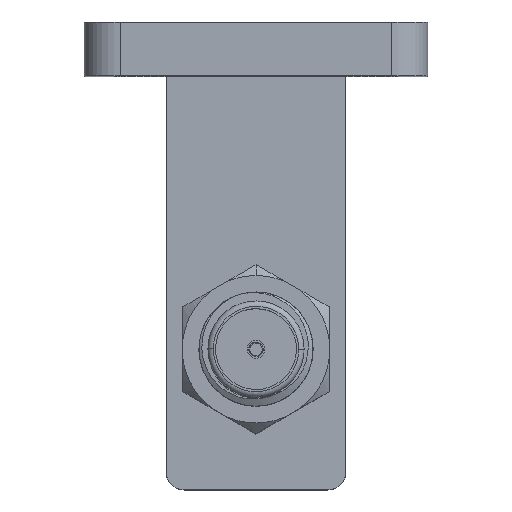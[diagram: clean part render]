
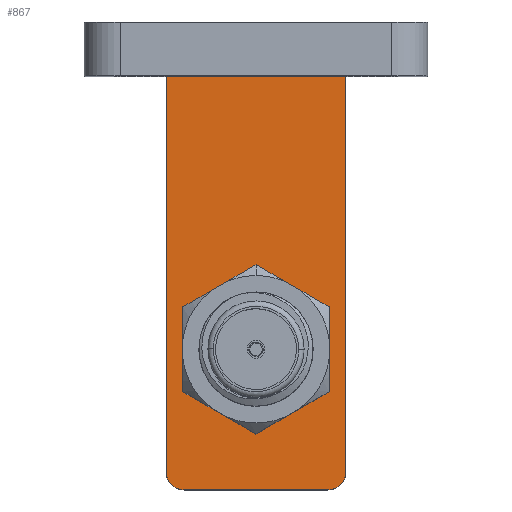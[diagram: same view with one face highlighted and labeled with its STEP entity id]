
A CAD part, top view. The second image highlights one B-rep face of the part: STEP entity #867.
In plain terms, the highlighted planar face has unit normal (0, 0, 1).
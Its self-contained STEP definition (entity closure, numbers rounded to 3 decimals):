
#7 = DIRECTION ( 'NONE',  ( -1., 0., 0. ) ) ;
#118 = ORIENTED_EDGE ( 'NONE', *, *, #2536, .F. ) ;
#147 = CARTESIAN_POINT ( 'NONE',  ( -5., -23., 3.5 ) ) ;
#181 = ORIENTED_EDGE ( 'NONE', *, *, #7323, .T. ) ;
#185 = VECTOR ( 'NONE', #4212, 1000. ) ;
#216 = DIRECTION ( 'NONE',  ( -1., 0., 0. ) ) ;
#233 = VERTEX_POINT ( 'NONE', #3668 ) ;
#298 = DIRECTION ( 'NONE',  ( 1., 0., 0. ) ) ;
#408 = EDGE_CURVE ( 'NONE', #3355, #233, #6406, .T. ) ;
#849 = DIRECTION ( 'NONE',  ( 0., 0., 1. ) ) ;
#867 = ADVANCED_FACE ( 'NONE', ( #4952, #4994 ), #2113, .F. ) ;
#886 = CARTESIAN_POINT ( 'NONE',  ( 4., -23., 3.5 ) ) ;
#888 = LINE ( 'NONE', #7113, #7261 ) ;
#932 = CIRCLE ( 'NONE', #5111, 1. ) ;
#956 = AXIS2_PLACEMENT_3D ( 'NONE', #4608, #6905, #2969 ) ;
#1193 = VERTEX_POINT ( 'NONE', #5360 ) ;
#1233 = ORIENTED_EDGE ( 'NONE', *, *, #1339, .T. ) ;
#1339 = EDGE_CURVE ( 'NONE', #4350, #4083, #2356, .T. ) ;
#1396 = VECTOR ( 'NONE', #4629, 1000. ) ;
#1555 = CIRCLE ( 'NONE', #956, 2. ) ;
#1558 = DIRECTION ( 'NONE',  ( -1., 0., 0. ) ) ;
#1673 = ORIENTED_EDGE ( 'NONE', *, *, #2752, .T. ) ;
#1795 = CARTESIAN_POINT ( 'NONE',  ( -4., -23., 3.5 ) ) ;
#1872 = ORIENTED_EDGE ( 'NONE', *, *, #408, .F. ) ;
#1960 = VERTEX_POINT ( 'NONE', #5038 ) ;
#1970 = CARTESIAN_POINT ( 'NONE',  ( 5., -22., 3.5 ) ) ;
#2113 = PLANE ( 'NONE',  #5817 ) ;
#2197 = CARTESIAN_POINT ( 'NONE',  ( -4., -22., 3.5 ) ) ;
#2340 = EDGE_CURVE ( 'NONE', #4392, #5644, #5267, .T. ) ;
#2356 = LINE ( 'NONE', #4550, #1396 ) ;
#2384 = ORIENTED_EDGE ( 'NONE', *, *, #7012, .T. ) ;
#2536 = EDGE_CURVE ( 'NONE', #1960, #1193, #3196, .T. ) ;
#2752 = EDGE_CURVE ( 'NONE', #4392, #4350, #3537, .T. ) ;
#2969 = DIRECTION ( 'NONE',  ( 1., 0., 0. ) ) ;
#3196 = LINE ( 'NONE', #3232, #5321 ) ;
#3232 = CARTESIAN_POINT ( 'NONE',  ( -5., -23., 3.5 ) ) ;
#3346 = ORIENTED_EDGE ( 'NONE', *, *, #5164, .F. ) ;
#3355 = VERTEX_POINT ( 'NONE', #7313 ) ;
#3537 = CIRCLE ( 'NONE', #7244, 1. ) ;
#3655 = AXIS2_PLACEMENT_3D ( 'NONE', #4859, #4259, #298 ) ;
#3668 = CARTESIAN_POINT ( 'NONE',  ( -2., -15.2, 3.5 ) ) ;
#3841 = EDGE_LOOP ( 'NONE', ( #1872, #3346 ) ) ;
#4083 = VERTEX_POINT ( 'NONE', #6344 ) ;
#4138 = CARTESIAN_POINT ( 'NONE',  ( 4., -22., 3.5 ) ) ;
#4194 = ORIENTED_EDGE ( 'NONE', *, *, #2340, .F. ) ;
#4212 = DIRECTION ( 'NONE',  ( -1., 0., 0. ) ) ;
#4259 = DIRECTION ( 'NONE',  ( 0., 0., 1. ) ) ;
#4350 = VERTEX_POINT ( 'NONE', #1970 ) ;
#4390 = CARTESIAN_POINT ( 'NONE',  ( -5., -23., 3.5 ) ) ;
#4392 = VERTEX_POINT ( 'NONE', #886 ) ;
#4550 = CARTESIAN_POINT ( 'NONE',  ( 5., -23., 3.5 ) ) ;
#4608 = CARTESIAN_POINT ( 'NONE',  ( 0., -15.2, 3.5 ) ) ;
#4629 = DIRECTION ( 'NONE',  ( 0., 1., 0. ) ) ;
#4859 = CARTESIAN_POINT ( 'NONE',  ( 0., -15.2, 3.5 ) ) ;
#4952 = FACE_BOUND ( 'NONE', #3841, .T. ) ;
#4994 = FACE_OUTER_BOUND ( 'NONE', #6148, .T. ) ;
#5038 = CARTESIAN_POINT ( 'NONE',  ( -5., -22., 3.5 ) ) ;
#5111 = AXIS2_PLACEMENT_3D ( 'NONE', #2197, #5758, #7 ) ;
#5164 = EDGE_CURVE ( 'NONE', #233, #3355, #1555, .T. ) ;
#5267 = LINE ( 'NONE', #147, #185 ) ;
#5321 = VECTOR ( 'NONE', #7178, 1000. ) ;
#5360 = CARTESIAN_POINT ( 'NONE',  ( -5., 0., 3.5 ) ) ;
#5644 = VERTEX_POINT ( 'NONE', #1795 ) ;
#5758 = DIRECTION ( 'NONE',  ( 0., 0., 1. ) ) ;
#5817 = AXIS2_PLACEMENT_3D ( 'NONE', #4390, #6685, #1558 ) ;
#6148 = EDGE_LOOP ( 'NONE', ( #4194, #1673, #1233, #181, #118, #2384 ) ) ;
#6344 = CARTESIAN_POINT ( 'NONE',  ( 5., 0., 3.5 ) ) ;
#6406 = CIRCLE ( 'NONE', #3655, 2. ) ;
#6549 = DIRECTION ( 'NONE',  ( -1., 0., 0. ) ) ;
#6685 = DIRECTION ( 'NONE',  ( 0., 0., -1. ) ) ;
#6905 = DIRECTION ( 'NONE',  ( 0., 0., 1. ) ) ;
#7012 = EDGE_CURVE ( 'NONE', #1960, #5644, #932, .T. ) ;
#7113 = CARTESIAN_POINT ( 'NONE',  ( -5., 0., 3.5 ) ) ;
#7178 = DIRECTION ( 'NONE',  ( 0., 1., 0. ) ) ;
#7244 = AXIS2_PLACEMENT_3D ( 'NONE', #4138, #849, #216 ) ;
#7261 = VECTOR ( 'NONE', #6549, 1000. ) ;
#7313 = CARTESIAN_POINT ( 'NONE',  ( 2., -15.2, 3.5 ) ) ;
#7323 = EDGE_CURVE ( 'NONE', #4083, #1193, #888, .T. ) ;
